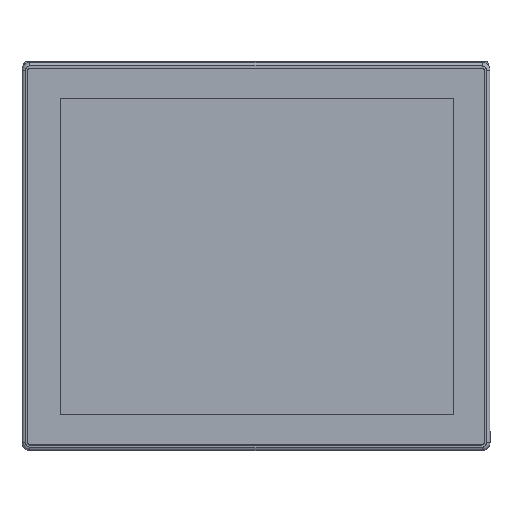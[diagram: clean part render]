
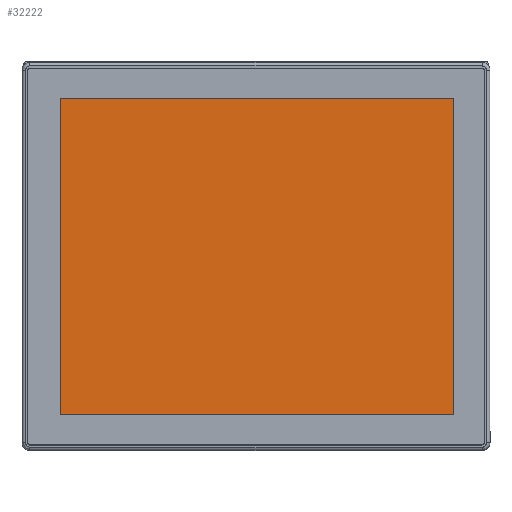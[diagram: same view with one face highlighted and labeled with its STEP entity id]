
A CAD part, top view. The second image highlights one B-rep face of the part: STEP entity #32222.
In plain terms, the highlighted planar face has unit normal (0, 0, 1).
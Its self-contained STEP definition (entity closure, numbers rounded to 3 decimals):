
#547 = EDGE_CURVE ( 'NONE', #54985, #88076, #50144, .T. ) ;
#2411 = LINE ( 'NONE', #30563, #41392 ) ;
#3764 = CARTESIAN_POINT ( 'NONE',  ( 43.323, 624.682, 0.6 ) ) ;
#6815 = AXIS2_PLACEMENT_3D ( 'NONE', #16942, #24298, #75462 ) ;
#8879 = VECTOR ( 'NONE', #75027, 1000. ) ;
#13042 = EDGE_CURVE ( 'NONE', #67186, #21336, #2411, .T. ) ;
#16942 = CARTESIAN_POINT ( 'NONE',  ( 414.543, 318.042, 0.6 ) ) ;
#18690 = VECTOR ( 'NONE', #43443, 1000. ) ;
#21336 = VERTEX_POINT ( 'NONE', #3764 ) ;
#24298 = DIRECTION ( 'NONE',  ( 0., 0., 1. ) ) ;
#25065 = ORIENTED_EDGE ( 'NONE', *, *, #13042, .T. ) ;
#28831 = ORIENTED_EDGE ( 'NONE', *, *, #91737, .T. ) ;
#30563 = CARTESIAN_POINT ( 'NONE',  ( 414.543, 624.682, 0.6 ) ) ;
#32222 = ADVANCED_FACE ( 'N', ( #86048 ), #38421, .T. ) ;
#36086 = CARTESIAN_POINT ( 'NONE',  ( 414.543, 318.042, 0.6 ) ) ;
#38421 = PLANE ( 'NONE',  #6815 ) ;
#41392 = VECTOR ( 'NONE', #74360, 1000. ) ;
#43443 = DIRECTION ( 'NONE',  ( 0., 1., 0. ) ) ;
#47414 = ORIENTED_EDGE ( 'NONE', *, *, #547, .T. ) ;
#48695 = ORIENTED_EDGE ( 'NONE', *, *, #79046, .T. ) ;
#50144 = LINE ( 'NONE', #89815, #8879 ) ;
#50843 = CARTESIAN_POINT ( 'NONE',  ( 414.543, 624.682, 0.6 ) ) ;
#54985 = VERTEX_POINT ( 'NONE', #77050 ) ;
#57624 = LINE ( 'NONE', #36086, #18690 ) ;
#57739 = VECTOR ( 'NONE', #78424, 1000. ) ;
#58061 = CARTESIAN_POINT ( 'NONE',  ( 414.543, 318.042, 0.6 ) ) ;
#67186 = VERTEX_POINT ( 'NONE', #50843 ) ;
#74360 = DIRECTION ( 'NONE',  ( -1., 0., 0. ) ) ;
#74854 = LINE ( 'NONE', #92906, #57739 ) ;
#75027 = DIRECTION ( 'NONE',  ( 1., 0., 0. ) ) ;
#75462 = DIRECTION ( 'NONE',  ( 1., 0., 0. ) ) ;
#77050 = CARTESIAN_POINT ( 'NONE',  ( 43.323, 318.042, 0.6 ) ) ;
#78424 = DIRECTION ( 'NONE',  ( 0., -1., 0. ) ) ;
#79046 = EDGE_CURVE ( 'NONE', #21336, #54985, #74854, .T. ) ;
#86048 = FACE_OUTER_BOUND ( 'NONE', #90436, .T. ) ;
#88076 = VERTEX_POINT ( 'NONE', #58061 ) ;
#89815 = CARTESIAN_POINT ( 'NONE',  ( 43.323, 318.042, 0.6 ) ) ;
#90436 = EDGE_LOOP ( 'NONE', ( #25065, #48695, #47414, #28831 ) ) ;
#91737 = EDGE_CURVE ( 'NONE', #88076, #67186, #57624, .T. ) ;
#92906 = CARTESIAN_POINT ( 'NONE',  ( 43.323, 624.682, 0.6 ) ) ;
